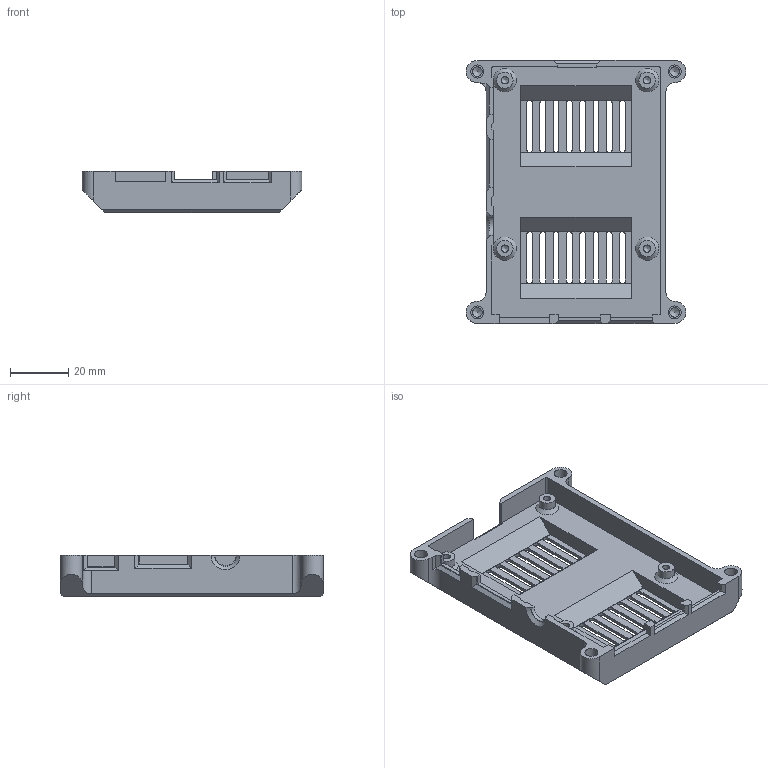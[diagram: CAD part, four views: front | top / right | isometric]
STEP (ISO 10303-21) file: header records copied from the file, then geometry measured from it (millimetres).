
FILE_DESCRIPTION(('FreeCAD Model'),'2;1');
FILE_NAME('Open CASCADE Shape Model','2024-06-20T20:04:58',(''),(''), 'Open CASCADE STEP processor 7.6','FreeCAD','Unknown');
FILE_SCHEMA(('AUTOMOTIVE_DESIGN { 1 0 10303 214 1 1 1 1 }'));
Length unit declared in the file: millimetre
Products named in the file (1): Bottom
Bounding box: 75.6 x 90.6 x 14.3 mm (x, y, z)
Volume: 29204.5 mm3; surface area: 19652.6 mm2
Topology: 1 solids, 1 shells, 283 faces, 795 edges, 510 vertices
Faces by surface type: plane 196, cylinder 73, cone 14
Full cylindrical faces by diameter (mm): 2.5 x4, 3.3 x4, 4.5 x4, 5.6 x4
Entity records: 9080 total; most frequent: CARTESIAN_POINT 1581, ORIENTED_EDGE 1574, DIRECTION 1540, EDGE_CURVE 787, LINE 602, VECTOR 602, VERTEX_POINT 510, AXIS2_PLACEMENT_3D 469
